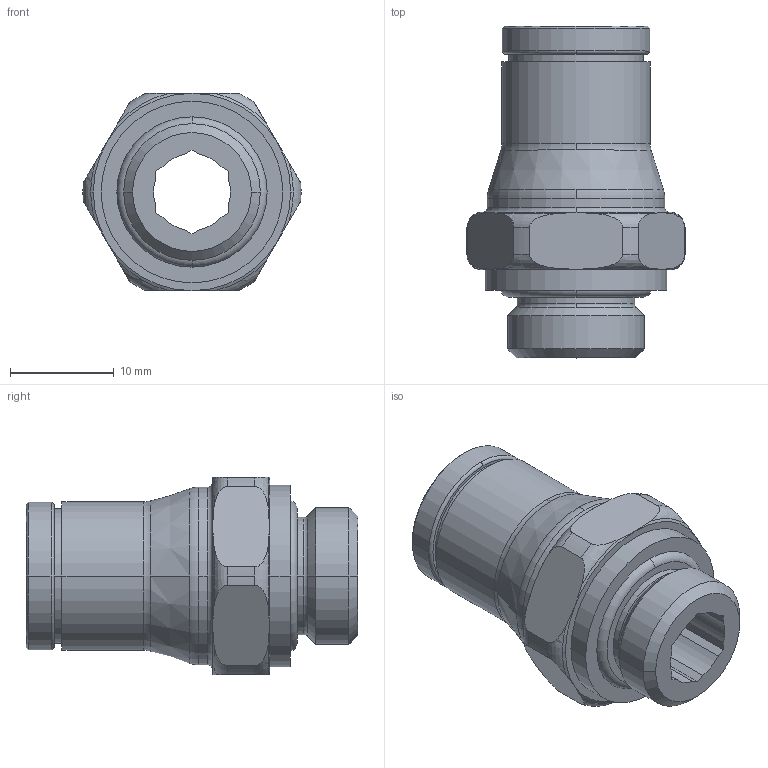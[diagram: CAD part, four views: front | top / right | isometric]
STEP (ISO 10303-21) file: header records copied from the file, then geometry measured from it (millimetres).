
FILE_DESCRIPTION(('STEP AP214'),'1');
FILE_NAME('3801_10_13.stp','2016-07-07T14:26:36',('TraceParts'),('TraceParts S.A.'),'Spatial InterOp 3D',' ',' ');
FILE_SCHEMA(('automotive_design'));
Length unit declared in the file: millimetre
Products named in the file (1): 1
Bounding box: 21 x 31.95 x 19 mm (x, y, z)
Volume: 3937.1 mm3; surface area: 2988.9 mm2
Topology: 1 solids, 1 shells, 107 faces, 280 edges, 182 vertices
Faces by surface type: cylinder 32, plane 27, cone 24, torus 24
Entity records: 3799 total; most frequent: CARTESIAN_POINT 1122, DIRECTION 594, ORIENTED_EDGE 560, EDGE_CURVE 280, AXIS2_PLACEMENT_3D 254, VERTEX_POINT 182, CIRCLE 146, EDGE_LOOP 116
